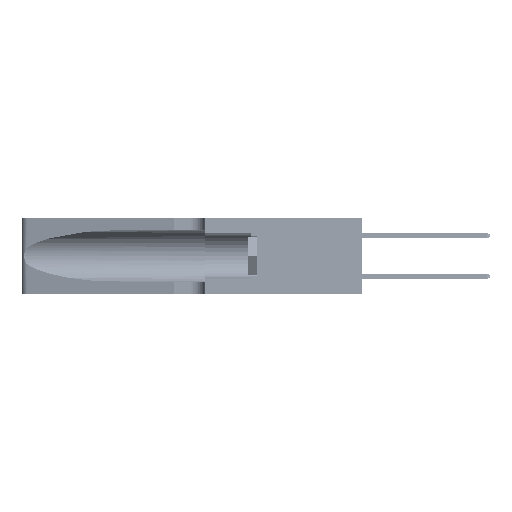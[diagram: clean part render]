
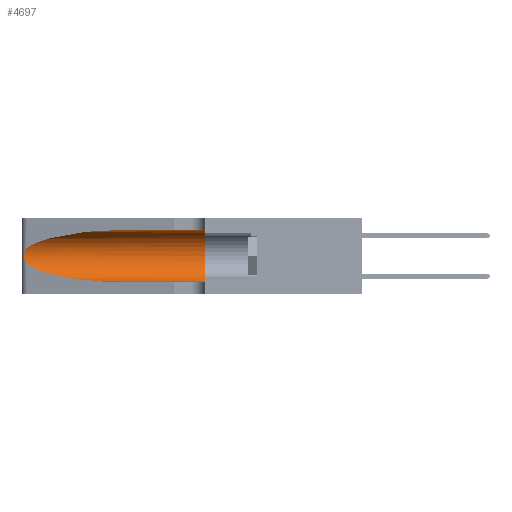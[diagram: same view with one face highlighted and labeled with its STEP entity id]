
A CAD part, left-side view. The second image highlights one B-rep face of the part: STEP entity #4697.
In plain terms, the highlighted cylindrical face has radius 3.308 mm (diameter 6.617 mm), a partial arc.
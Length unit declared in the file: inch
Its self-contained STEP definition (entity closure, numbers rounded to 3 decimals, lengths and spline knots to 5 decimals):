
#1914 = VERTEX_POINT ( 'NONE', #24521 ) ;
#1950 = CARTESIAN_POINT ( 'NONE',  ( 0.25555, 1.22993, 0.14849 ) ) ;
#3360 = ORIENTED_EDGE ( 'NONE', *, *, #50840, .T. ) ;
#4697 = ADVANCED_FACE ( 'NONE', ( #14240 ), #23769, .F. ) ;
#5888 =( BOUNDED_CURVE ( )  B_SPLINE_CURVE ( 3, ( #16761, #29131, #8936, #37238 ),
 .UNSPECIFIED., .F., .F. ) 
 B_SPLINE_CURVE_WITH_KNOTS ( ( 4, 4 ),
 ( 1.5708, 2.84003 ),
 .UNSPECIFIED. ) 
 CURVE ( )  GEOMETRIC_REPRESENTATION_ITEM ( )  RATIONAL_B_SPLINE_CURVE ( ( 1., 0.87, 0.87, 1. ) ) 
 REPRESENTATION_ITEM ( '' )  );
#7048 = CIRCLE ( 'NONE', #21994, 0.13025 ) ;
#8936 = CARTESIAN_POINT ( 'NONE',  ( 0.2373, 1.15595, 0.28018 ) ) ;
#9964 = CARTESIAN_POINT ( 'NONE',  ( 0.25787, 1.23484, 0.2124 ) ) ;
#11975 = VERTEX_POINT ( 'NONE', #51235 ) ;
#14046 = CARTESIAN_POINT ( 'NONE',  ( 0.26018, 1.23835, 0.19895 ) ) ;
#14062 = ORIENTED_EDGE ( 'NONE', *, *, #39861, .T. ) ;
#14240 = FACE_OUTER_BOUND ( 'NONE', #34717, .T. ) ;
#16761 = CARTESIAN_POINT ( 'NONE',  ( 0.1305, 0.72297, 0.31525 ) ) ;
#16773 = VERTEX_POINT ( 'NONE', #39223 ) ;
#16800 = EDGE_CURVE ( 'NONE', #23200, #32881, #19263, .T. ) ;
#17090 = CARTESIAN_POINT ( 'NONE',  ( 0.1305, 1.61858, 0.05475 ) ) ;
#17991 = VECTOR ( 'NONE', #43588, 39.37008 ) ;
#18172 = CARTESIAN_POINT ( 'NONE',  ( 0.26075, 1.23896, 0.178 ) ) ;
#18563 = VECTOR ( 'NONE', #25231, 39.37008 ) ;
#18894 = ORIENTED_EDGE ( 'NONE', *, *, #47548, .F. ) ;
#19263 =( BOUNDED_CURVE ( )  B_SPLINE_CURVE ( 3, ( #23572, #43544, #47360, #27615 ),
 .UNSPECIFIED., .F., .T. ) 
 B_SPLINE_CURVE_WITH_KNOTS ( ( 4, 4 ),
 ( 3.44316, 4.71239 ),
 .UNSPECIFIED. ) 
 CURVE ( )  GEOMETRIC_REPRESENTATION_ITEM ( )  RATIONAL_B_SPLINE_CURVE ( ( 1., 0.87, 0.87, 1. ) ) 
 REPRESENTATION_ITEM ( '' )  );
#21109 = ORIENTED_EDGE ( 'NONE', *, *, #46613, .F. ) ;
#21947 = CARTESIAN_POINT ( 'NONE',  ( 0.1305, 0.35, 0.185 ) ) ;
#21994 = AXIS2_PLACEMENT_3D ( 'NONE', #21947, #49934, #26004 ) ;
#22049 = CARTESIAN_POINT ( 'NONE',  ( 0.25555, 1.22994, 0.2215 ) ) ;
#22223 = CARTESIAN_POINT ( 'NONE',  ( 0.25856, 1.23593, 0.16098 ) ) ;
#23200 = VERTEX_POINT ( 'NONE', #37280 ) ;
#23572 = CARTESIAN_POINT ( 'NONE',  ( 0.25487, 1.22718, 0.14631 ) ) ;
#23769 = CYLINDRICAL_SURFACE ( 'NONE', #38948, 0.13025 ) ;
#24521 = CARTESIAN_POINT ( 'NONE',  ( 0.1305, 0.72297, 0.31525 ) ) ;
#24770 = B_SPLINE_CURVE_WITH_KNOTS ( 'NONE', 3,
 ( #50030, #22049, #34216, #9964, #38259, #14046, #42209, #18172, #46216, #22223, #50210, #26289, #1950, #30327 ),
 .UNSPECIFIED., .F., .F.,
 ( 4, 2, 2, 2, 2, 2, 4 ),
 ( 0., 0.00027, 0.00053, 0.00107, 0.0016, 0.00187, 0.00214 ),
 .UNSPECIFIED. ) ;
#24931 = ORIENTED_EDGE ( 'NONE', *, *, #46392, .T. ) ;
#25231 = DIRECTION ( 'NONE',  ( 0., -1., 0. ) ) ;
#26004 = DIRECTION ( 'NONE',  ( 0., 0., 1. ) ) ;
#26289 = CARTESIAN_POINT ( 'NONE',  ( 0.25639, 1.23186, 0.15144 ) ) ;
#27615 = CARTESIAN_POINT ( 'NONE',  ( 0.1305, 0.72297, 0.05475 ) ) ;
#29131 = CARTESIAN_POINT ( 'NONE',  ( 0.18966, 0.96281, 0.31525 ) ) ;
#30327 = CARTESIAN_POINT ( 'NONE',  ( 0.25487, 1.22718, 0.14631 ) ) ;
#31979 = ORIENTED_EDGE ( 'NONE', *, *, #16800, .T. ) ;
#32881 = VERTEX_POINT ( 'NONE', #46848 ) ;
#34216 = CARTESIAN_POINT ( 'NONE',  ( 0.25639, 1.23184, 0.21858 ) ) ;
#34717 = EDGE_LOOP ( 'NONE', ( #3360, #24931, #31979, #14062, #18894, #21109 ) ) ;
#37238 = CARTESIAN_POINT ( 'NONE',  ( 0.25487, 1.22718, 0.22369 ) ) ;
#37280 = CARTESIAN_POINT ( 'NONE',  ( 0.25487, 1.22718, 0.14631 ) ) ;
#38259 = CARTESIAN_POINT ( 'NONE',  ( 0.25854, 1.2359, 0.20912 ) ) ;
#38948 = AXIS2_PLACEMENT_3D ( 'NONE', #43246, #51253, #39274 ) ;
#39223 = CARTESIAN_POINT ( 'NONE',  ( 0.1305, 0.35, 0.05475 ) ) ;
#39274 = DIRECTION ( 'NONE',  ( 0., 0., -1. ) ) ;
#39861 = EDGE_CURVE ( 'NONE', #32881, #16773, #50524, .T. ) ;
#41489 = CARTESIAN_POINT ( 'NONE',  ( 0.25487, 1.22718, 0.22369 ) ) ;
#42209 = CARTESIAN_POINT ( 'NONE',  ( 0.26075, 1.23896, 0.19203 ) ) ;
#43246 = CARTESIAN_POINT ( 'NONE',  ( 0.1305, 1.61858, 0.185 ) ) ;
#43544 = CARTESIAN_POINT ( 'NONE',  ( 0.2373, 1.15595, 0.08982 ) ) ;
#43588 = DIRECTION ( 'NONE',  ( 0., -1., 0. ) ) ;
#46216 = CARTESIAN_POINT ( 'NONE',  ( 0.26017, 1.23833, 0.17102 ) ) ;
#46392 = EDGE_CURVE ( 'NONE', #49562, #23200, #24770, .T. ) ;
#46613 = EDGE_CURVE ( 'NONE', #1914, #11975, #49949, .T. ) ;
#46848 = CARTESIAN_POINT ( 'NONE',  ( 0.1305, 0.72297, 0.05475 ) ) ;
#47360 = CARTESIAN_POINT ( 'NONE',  ( 0.18966, 0.96281, 0.05475 ) ) ;
#47408 = CARTESIAN_POINT ( 'NONE',  ( 0.1305, 1.61858, 0.31525 ) ) ;
#47548 = EDGE_CURVE ( 'NONE', #11975, #16773, #7048, .T. ) ;
#49562 = VERTEX_POINT ( 'NONE', #41489 ) ;
#49934 = DIRECTION ( 'NONE',  ( 0., 1., 0. ) ) ;
#49949 = LINE ( 'NONE', #47408, #17991 ) ;
#50030 = CARTESIAN_POINT ( 'NONE',  ( 0.25487, 1.22718, 0.22369 ) ) ;
#50210 = CARTESIAN_POINT ( 'NONE',  ( 0.25789, 1.23486, 0.15765 ) ) ;
#50524 = LINE ( 'NONE', #17090, #18563 ) ;
#50840 = EDGE_CURVE ( 'NONE', #1914, #49562, #5888, .T. ) ;
#51235 = CARTESIAN_POINT ( 'NONE',  ( 0.1305, 0.35, 0.31525 ) ) ;
#51253 = DIRECTION ( 'NONE',  ( 0., -1., 0. ) ) ;
